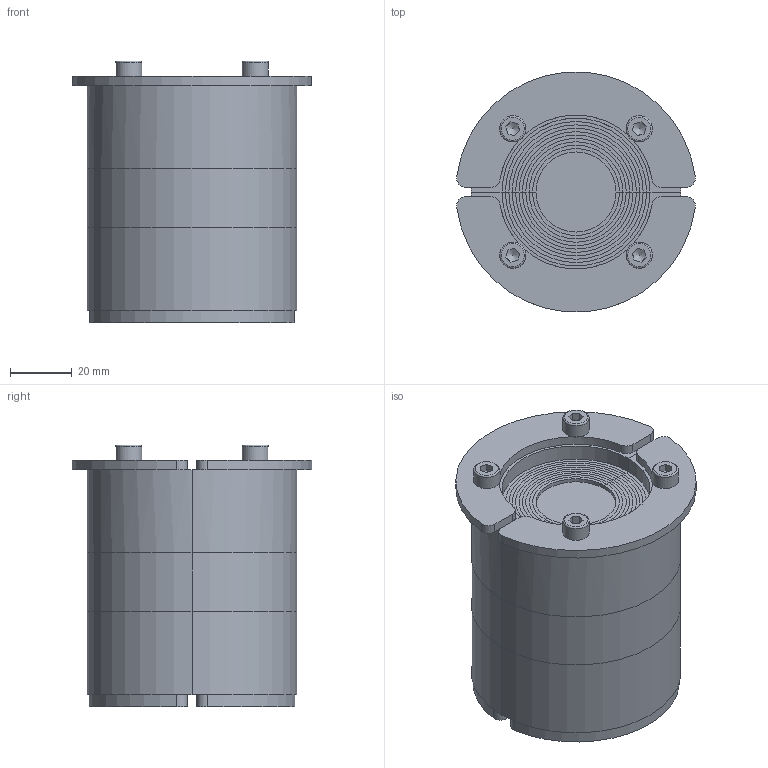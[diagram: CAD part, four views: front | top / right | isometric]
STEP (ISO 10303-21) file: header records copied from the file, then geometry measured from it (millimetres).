
FILE_DESCRIPTION(/* description */ ('','CAx-IF Rec.Pracs.---Representation and Presentation of Product Manufacturing Information (PMI)---4.0---2014-10-13'),/* implementation_level */ '2;1');
FILE_NAME(/* name */ 'RS 68 BG.stp',/* time_stamp */ '2021-12-22T13:51:37+01:00',/* author */ ('se-linado'),/* organization */ (''),/* preprocessor_version */ 'ST-DEVELOPER v17.2',/* originating_system */ 'Autodesk Inventor 2019',/* authorisation */ '');
FILE_SCHEMA (('AP242_MANAGED_MODEL_BASED_3D_ENGINEERING_MIM_LF { 1 0 10303 442 1 1 4 }'));
Length unit declared in the file: millimetre
Products named in the file (1): RS 68 BG_EMC
Bounding box: 77.43 x 77.72 x 85 mm (x, y, z)
Volume: 259875.2 mm3; surface area: 30357.1 mm2
Topology: 1 solids, 1 shells, 154 faces, 382 edges, 236 vertices
Faces by surface type: plane 96, cylinder 46, cone 8, torus 4
Full cylindrical faces by diameter (mm): 4.134 x4, 8.5 x4
Entity records: 4748 total; most frequent: DIRECTION 836, CARTESIAN_POINT 825, ORIENTED_EDGE 756, EDGE_CURVE 378, AXIS2_PLACEMENT_3D 331, VERTEX_POINT 236, CIRCLE 176, LINE 174
